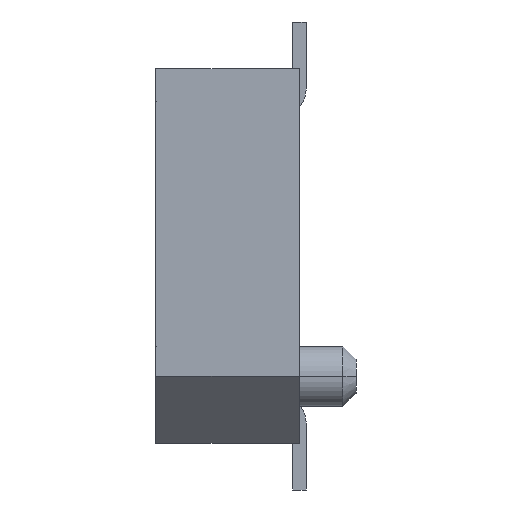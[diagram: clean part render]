
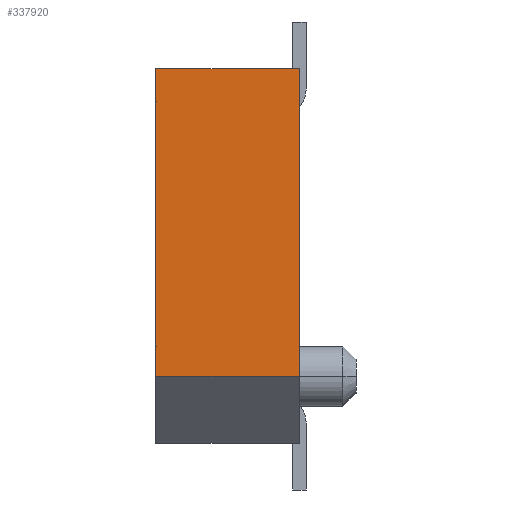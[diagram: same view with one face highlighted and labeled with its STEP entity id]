
A CAD part, left-side view. The second image highlights one B-rep face of the part: STEP entity #337920.
In plain terms, the highlighted planar face has unit normal (-1, 0, 0).
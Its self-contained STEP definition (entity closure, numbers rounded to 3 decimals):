
#337230=CARTESIAN_POINT('',(0.,0.,2.8));
#337240=VERTEX_POINT('',#337230);
#337270=CARTESIAN_POINT('',(0.,0.,2.8));
#337280=DIRECTION('',(0.,1.,0.));
#337290=VECTOR('',#337280,1.);
#337300=LINE('',#337270,#337290);
#337310=CARTESIAN_POINT('',(0.,2.15,2.8));
#337320=VERTEX_POINT('',#337310);
#337330=EDGE_CURVE('',#337240,#337320,#337300,.T.);
#337620=CARTESIAN_POINT('',(0.,1.075,0.25));
#337630=DIRECTION('',(-1.,0.,0.));
#337640=DIRECTION('',(0.,0.,1.));
#337650=AXIS2_PLACEMENT_3D('',#337620,#337630,#337640);
#337660=PLANE('',#337650);
#337670=CARTESIAN_POINT('',(0.,2.15,0.));
#337680=DIRECTION('',(0.,0.,1.));
#337690=VECTOR('',#337680,1.);
#337700=LINE('',#337670,#337690);
#337710=CARTESIAN_POINT('',(0.,2.15,-1.8));
#337720=VERTEX_POINT('',#337710);
#337730=EDGE_CURVE('',#337720,#337320,#337700,.T.);
#337740=ORIENTED_EDGE('',*,*,#337730,.F.);
#337750=ORIENTED_EDGE('',*,*,#337330,.T.);
#337760=CARTESIAN_POINT('',(0.,0.,0.));
#337770=DIRECTION('',(0.,0.,-1.));
#337780=VECTOR('',#337770,1.);
#337790=LINE('',#337760,#337780);
#337800=CARTESIAN_POINT('',(0.,0.,-1.8));
#337810=VERTEX_POINT('',#337800);
#337820=EDGE_CURVE('',#337240,#337810,#337790,.T.);
#337830=ORIENTED_EDGE('',*,*,#337820,.F.);
#337840=CARTESIAN_POINT('',(0.,0.,-1.8));
#337850=DIRECTION('',(0.,-1.,0.));
#337860=VECTOR('',#337850,1.);
#337870=LINE('',#337840,#337860);
#337880=EDGE_CURVE('',#337720,#337810,#337870,.T.);
#337890=ORIENTED_EDGE('',*,*,#337880,.T.);
#337900=EDGE_LOOP('',(#337890,#337830,#337750,#337740));
#337910=FACE_OUTER_BOUND('',#337900,.T.);
#337920=ADVANCED_FACE('',(#337910),#337660,.T.);
